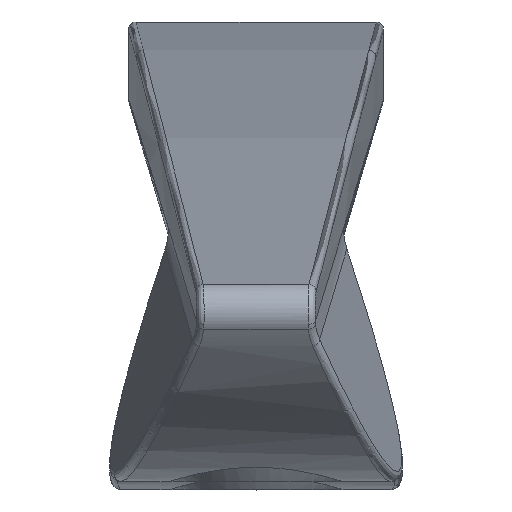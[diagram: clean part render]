
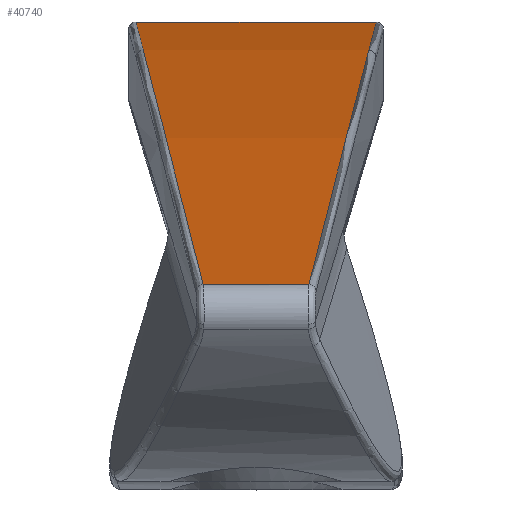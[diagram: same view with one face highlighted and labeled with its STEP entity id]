
A CAD part, top view. The second image highlights one B-rep face of the part: STEP entity #40740.
In plain terms, the highlighted cylindrical face has radius 874.788 mm (diameter 1749.58 mm), a partial arc.
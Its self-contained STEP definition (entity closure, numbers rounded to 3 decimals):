
#5910=CARTESIAN_POINT('',(3.649,13.576,
-178.593));
#5920=VERTEX_POINT('',#5910);
#7480=CARTESIAN_POINT('',(-3.649,13.576,
178.593));
#7490=VERTEX_POINT('',#7480);
#7520=CARTESIAN_POINT('',(9.,13.576,178.593));
#7530=DIRECTION('',(1.,0.,0.));
#7540=VECTOR('',#7530,1000.);
#7550=LINE('',#7520,#7540);
#7560=CARTESIAN_POINT('',(3.649,13.576,
178.593));
#7570=VERTEX_POINT('',#7560);
#7580=EDGE_CURVE('',#7490,#7570,#7550,.T.);
#39940=CARTESIAN_POINT('',(9.,-842.788,0.));
#39950=DIRECTION('',(-1.,0.,0.));
#39960=DIRECTION('',(0.,0.,1.));
#39970=AXIS2_PLACEMENT_3D('',#39940,#39950,#39960);
#39980=CYLINDRICAL_SURFACE('',#39970,874.788);
#39990=CARTESIAN_POINT('',(-3.649,13.576,
-178.593));
#40000=CARTESIAN_POINT('',(-5.183,19.713,
-149.164));
#40010=CARTESIAN_POINT('',(-6.345,24.307,
-119.565));
#40020=CARTESIAN_POINT('',(-7.904,30.45,
-60.035));
#40030=CARTESIAN_POINT('',(-8.3,32.,-30.103));
#40040=CARTESIAN_POINT('',(-8.3,32.,30.103));
#40050=CARTESIAN_POINT('',(-7.904,30.45,
60.035));
#40060=CARTESIAN_POINT('',(-6.345,24.307,
119.565));
#40070=CARTESIAN_POINT('',(-5.183,19.713,
149.164));
#40080=CARTESIAN_POINT('',(-3.649,13.576,
178.593));
#40090=B_SPLINE_CURVE_WITH_KNOTS('',3,(#39990,#40000,#40010,#40020,
#40030,#40040,#40050,#40060,#40070,#40080),.UNSPECIFIED.,.F.,.F.,(4,2,2,
2,4),(-0.18,-0.09,0.,0.09,
0.18),.UNSPECIFIED.);
#40100=CARTESIAN_POINT('',(-8.299,32.,
0.));
#40110=VERTEX_POINT('',#40100);
#40120=EDGE_CURVE('',#40110,#7490,#40090,.T.);
#40130=ORIENTED_EDGE('',*,*,#40120,.T.);
#40140=CARTESIAN_POINT('',(-3.649,13.576,
178.593));
#40150=CARTESIAN_POINT('',(-5.183,19.713,
149.164));
#40160=CARTESIAN_POINT('',(-6.345,24.307,
119.565));
#40170=CARTESIAN_POINT('',(-7.904,30.45,
60.035));
#40180=CARTESIAN_POINT('',(-8.3,32.,30.103));
#40190=CARTESIAN_POINT('',(-8.3,32.,-30.103));
#40200=CARTESIAN_POINT('',(-7.904,30.45,
-60.035));
#40210=CARTESIAN_POINT('',(-6.345,24.307,
-119.565));
#40220=CARTESIAN_POINT('',(-5.183,19.713,
-149.164));
#40230=CARTESIAN_POINT('',(-3.649,13.576,
-178.593));
#40240=B_SPLINE_CURVE_WITH_KNOTS('',3,(#40140,#40150,#40160,#40170,
#40180,#40190,#40200,#40210,#40220,#40230),.UNSPECIFIED.,.F.,.F.,(4,2,2,
2,4),(-0.18,-0.09,0.,0.09,
0.18),.UNSPECIFIED.);
#40250=CARTESIAN_POINT('',(-3.649,13.576,
-178.593));
#40260=VERTEX_POINT('',#40250);
#40270=EDGE_CURVE('',#40110,#40260,#40240,.T.);
#40280=ORIENTED_EDGE('',*,*,#40270,.F.);
#40290=CARTESIAN_POINT('',(9.,13.576,-178.593));
#40300=DIRECTION('',(1.,0.,0.));
#40310=VECTOR('',#40300,1000.);
#40320=LINE('',#40290,#40310);
#40330=EDGE_CURVE('',#40260,#5920,#40320,.T.);
#40340=ORIENTED_EDGE('',*,*,#40330,.F.);
#40350=CARTESIAN_POINT('',(3.649,13.576,
-178.593));
#40360=CARTESIAN_POINT('',(5.182,19.71,
-149.176));
#40370=CARTESIAN_POINT('',(6.344,24.303,
-119.59));
#40380=CARTESIAN_POINT('',(7.903,30.447,
-60.085));
#40390=CARTESIAN_POINT('',(8.299,31.997,
-30.165));
#40400=CARTESIAN_POINT('',(8.3,32.001,
7.447));
#40410=CARTESIAN_POINT('',(8.276,31.904,
14.972));
#40420=CARTESIAN_POINT('',(8.177,31.518,
29.999));
#40430=CARTESIAN_POINT('',(8.103,31.228,
37.501));
#40440=CARTESIAN_POINT('',(7.809,30.071,
59.972));
#40450=CARTESIAN_POINT('',(7.515,28.916,
74.907));
#40460=CARTESIAN_POINT('',(6.345,24.306,
119.577));
#40470=CARTESIAN_POINT('',(5.182,19.71,
149.176));
#40480=CARTESIAN_POINT('',(3.649,13.576,
178.593));
#40490=B_SPLINE_CURVE_WITH_KNOTS('',3,(#40350,#40360,#40370,#40380,
#40390,#40400,#40410,#40420,#40430,#40440,#40450,#40460,#40470,#40480),
.UNSPECIFIED.,.F.,.F.,(4,2,2,2,2,2,4),(0.,0.09,
0.18,0.202,0.224,0.269,
0.359),.UNSPECIFIED.);
#40500=CARTESIAN_POINT('',(8.299,32.,
0.));
#40510=VERTEX_POINT('',#40500);
#40520=EDGE_CURVE('',#5920,#40510,#40490,.T.);
#40530=ORIENTED_EDGE('',*,*,#40520,.F.);
#40540=CARTESIAN_POINT('',(3.649,13.576,
178.593));
#40550=CARTESIAN_POINT('',(5.182,19.71,
149.176));
#40560=CARTESIAN_POINT('',(6.344,24.303,
119.59));
#40570=CARTESIAN_POINT('',(7.903,30.447,
60.085));
#40580=CARTESIAN_POINT('',(8.299,31.997,
30.165));
#40590=CARTESIAN_POINT('',(8.3,32.001,
-7.447));
#40600=CARTESIAN_POINT('',(8.276,31.904,
-14.972));
#40610=CARTESIAN_POINT('',(8.177,31.518,
-29.999));
#40620=CARTESIAN_POINT('',(8.103,31.228,
-37.501));
#40630=CARTESIAN_POINT('',(7.809,30.071,
-59.972));
#40640=CARTESIAN_POINT('',(7.515,28.916,
-74.907));
#40650=CARTESIAN_POINT('',(6.345,24.306,
-119.577));
#40660=CARTESIAN_POINT('',(5.182,19.71,
-149.176));
#40670=CARTESIAN_POINT('',(3.649,13.576,
-178.593));
#40680=B_SPLINE_CURVE_WITH_KNOTS('',3,(#40540,#40550,#40560,#40570,
#40580,#40590,#40600,#40610,#40620,#40630,#40640,#40650,#40660,#40670),
.UNSPECIFIED.,.F.,.F.,(4,2,2,2,2,2,4),(0.,0.09,
0.18,0.202,0.224,0.269,
0.359),.UNSPECIFIED.);
#40690=EDGE_CURVE('',#7570,#40510,#40680,.T.);
#40700=ORIENTED_EDGE('',*,*,#40690,.T.);
#40710=ORIENTED_EDGE('',*,*,#7580,.T.);
#40720=EDGE_LOOP('',(#40710,#40700,#40530,#40340,#40280,#40130));
#40730=FACE_OUTER_BOUND('',#40720,.T.);
#40740=ADVANCED_FACE('',(#40730),#39980,.T.);
